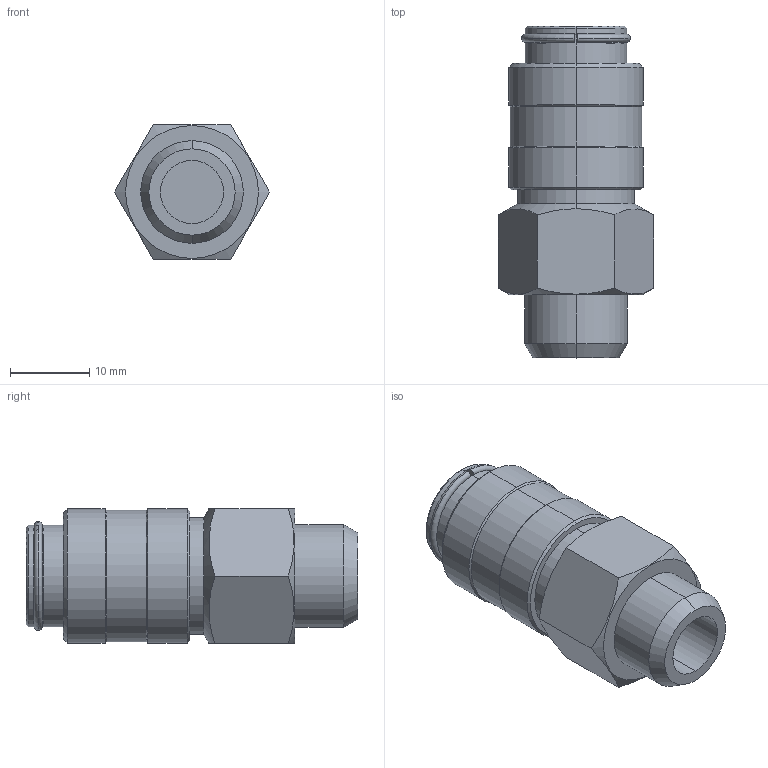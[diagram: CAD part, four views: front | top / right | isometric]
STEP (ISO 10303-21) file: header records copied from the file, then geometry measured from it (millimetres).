
FILE_DESCRIPTION (( 'STEP AP203' ), '1' );
FILE_NAME ('07210102.STEP', '2011-07-13T09:54:35', ( 'SP' ), ( 'sopra-pneumatic' ), 'SwSTEP 2.0', 'SolidWorks 2011', '' );
FILE_SCHEMA (( 'CONFIG_CONTROL_DESIGN' ));
Length unit declared in the file: millimetre
Products named in the file (1): 07210102
Bounding box: 19.63 x 42 x 17 mm (x, y, z)
Volume: 7504.5 mm3; surface area: 3171.6 mm2
Topology: 2 solids, 2 shells, 61 faces, 126 edges, 76 vertices
Faces by surface type: cylinder 20, cone 18, plane 17, torus 6
Entity records: 1813 total; most frequent: CARTESIAN_POINT 432, DIRECTION 292, ORIENTED_EDGE 252, EDGE_CURVE 126, AXIS2_PLACEMENT_3D 124, VERTEX_POINT 76, EDGE_LOOP 68, CIRCLE 62
